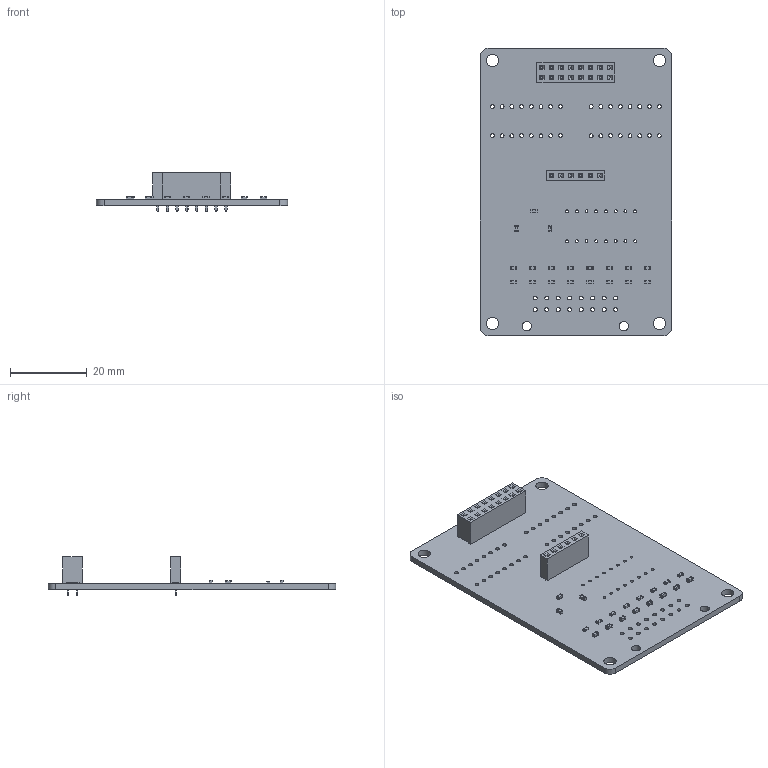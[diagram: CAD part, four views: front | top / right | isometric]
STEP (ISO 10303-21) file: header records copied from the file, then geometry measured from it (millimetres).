
FILE_DESCRIPTION(('KiCad electronic assembly'),'2;1');
FILE_NAME('CCC_rig_NTC_in.step','2023-09-05T13:59:41',('Pcbnew'),( 'Kicad'),'Open CASCADE STEP processor 7.6','KiCad to STEP converter' ,'Unknown');
FILE_SCHEMA(('AUTOMOTIVE_DESIGN { 1 0 10303 214 1 1 1 1 }'));
Length unit declared in the file: millimetre
Products named in the file (10): CCC_rig_NTC_in 1; PinSocket_2x08_P2.54mm_Vertical; SOLID; C_0603_1608Metric; R_0603_1608Metric; PinSocket_1x06_P2.54mm_Vertical; CCC_rig_NTC_in PCB
Assembly tree (26 placements, depth 3):
  CCC_rig_NTC_in 1
    PinSocket_2x08_P2.54mm_Vertical
      SOLID
    C_0603_1608Metric  x11
      SOLID
    R_0603_1608Metric  x8
      SOLID
    PinSocket_1x06_P2.54mm_Vertical
      SOLID
    CCC_rig_NTC_in PCB
Bounding box: 49.9 x 75 x 10.1 mm (x, y, z)
Volume: 6765 mm3; surface area: 9628 mm2
Topology: 22 solids, 22 shells, 1320 faces, 3444 edges, 2256 vertices
Faces by surface type: bspline 1218, cylinder 96, plane 6
Full cylindrical faces by diameter (mm): 0.759 x16, 1 x54, 1.02 x16, 2.41 x2, 3.2 x4
Entity records: 55357 total; most frequent: CARTESIAN_POINT 17409, B_SPLINE_CURVE_WITH_KNOTS 5764, ORIENTED_EDGE 4496, PCURVE 4496, DEFINITIONAL_REPRESENTATION 4496, EDGE_CURVE 2248, SURFACE_CURVE 2156, VERTEX_POINT 1468
